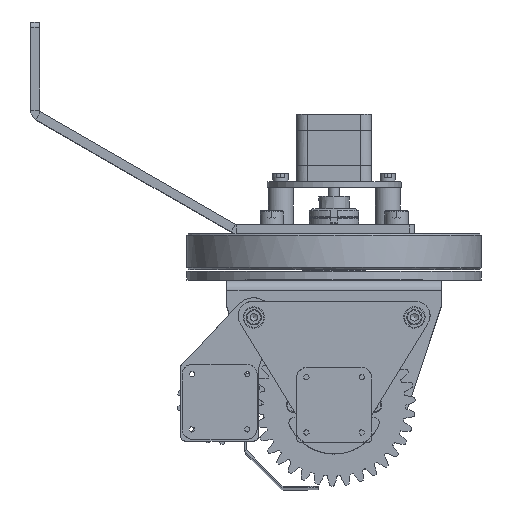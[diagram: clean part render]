
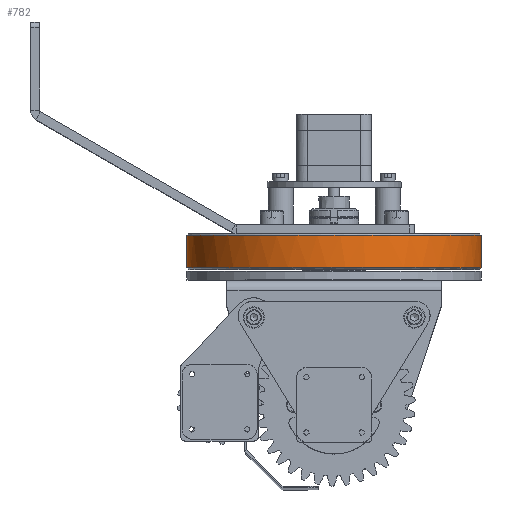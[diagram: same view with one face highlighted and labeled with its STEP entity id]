
A CAD part, top view. The second image highlights one B-rep face of the part: STEP entity #782.
In plain terms, the highlighted free-form (B-spline) face has degree [2, 1] with [9, 2] control points.
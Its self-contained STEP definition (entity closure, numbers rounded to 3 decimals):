
#745 = EDGE_CURVE('',#746,#746,#748,.T.);
#746 = VERTEX_POINT('',#747);
#747 = CARTESIAN_POINT('',(111.52,13.518,
    0.));
#748 = ( BOUNDED_CURVE() B_SPLINE_CURVE(2,(#749,#750,#751,#752,#753,#754
,#755),.UNSPECIFIED.,.T.,.F.) B_SPLINE_CURVE_WITH_KNOTS((3,2,2,3),(
    3.142,5.236,7.33,9.425),
.PIECEWISE_BEZIER_KNOTS.) CURVE() GEOMETRIC_REPRESENTATION_ITEM() 
RATIONAL_B_SPLINE_CURVE((1.,0.5,1.,0.5,1.,0.5,1.)) REPRESENTATION_ITEM(
  '') );
#749 = CARTESIAN_POINT('',(111.52,13.518,
    0.));
#750 = CARTESIAN_POINT('',(111.52,13.518,
    -193.158));
#751 = CARTESIAN_POINT('',(-55.76,13.518,
    -96.579));
#752 = CARTESIAN_POINT('',(-223.04,13.518,
    0.));
#753 = CARTESIAN_POINT('',(-55.76,13.518,
    96.579));
#754 = CARTESIAN_POINT('',(111.52,13.518,
    193.158));
#755 = CARTESIAN_POINT('',(111.52,13.518,
    0.));
#782 = ADVANCED_FACE('',(#783),#812,.T.);
#783 = FACE_BOUND('',#784,.T.);
#784 = EDGE_LOOP('',(#785,#786,#793,#803,#811));
#785 = ORIENTED_EDGE('',*,*,#745,.F.);
#786 = ORIENTED_EDGE('',*,*,#787,.T.);
#787 = EDGE_CURVE('',#746,#788,#790,.T.);
#788 = VERTEX_POINT('',#789);
#789 = CARTESIAN_POINT('',(111.52,-10.814,
    0.));
#790 = B_SPLINE_CURVE_WITH_KNOTS('',1,(#791,#792),.UNSPECIFIED.,.F.,.F.,
  (2,2),(-10.,8.),.PIECEWISE_BEZIER_KNOTS.);
#791 = CARTESIAN_POINT('',(111.52,13.518,
    0.));
#792 = CARTESIAN_POINT('',(111.52,-10.814,
    0.));
#793 = ORIENTED_EDGE('',*,*,#794,.F.);
#794 = EDGE_CURVE('',#795,#788,#797,.T.);
#795 = VERTEX_POINT('',#796);
#796 = CARTESIAN_POINT('',(-111.52,-10.814,
    0.));
#797 = ( BOUNDED_CURVE() B_SPLINE_CURVE(2,(#798,#799,#800,#801,#802),
.UNSPECIFIED.,.F.,.F.) B_SPLINE_CURVE_WITH_KNOTS((3,2,3),(3.142,
4.712,6.283),.PIECEWISE_BEZIER_KNOTS.) CURVE() 
GEOMETRIC_REPRESENTATION_ITEM() RATIONAL_B_SPLINE_CURVE((1.,
0.707,1.,0.707,1.)) REPRESENTATION_ITEM('') );
#798 = CARTESIAN_POINT('',(-111.52,-10.814,
    0.));
#799 = CARTESIAN_POINT('',(-111.52,-10.814,
    -111.52));
#800 = CARTESIAN_POINT('',(0.,-10.814,
    -111.52));
#801 = CARTESIAN_POINT('',(111.52,-10.814,
    -111.52));
#802 = CARTESIAN_POINT('',(111.52,-10.814,
    0.));
#803 = ORIENTED_EDGE('',*,*,#804,.F.);
#804 = EDGE_CURVE('',#788,#795,#805,.T.);
#805 = ( BOUNDED_CURVE() B_SPLINE_CURVE(2,(#806,#807,#808,#809,#810),
.UNSPECIFIED.,.F.,.F.) B_SPLINE_CURVE_WITH_KNOTS((3,2,3),(0.,
1.571,3.142),.PIECEWISE_BEZIER_KNOTS.) CURVE() 
GEOMETRIC_REPRESENTATION_ITEM() RATIONAL_B_SPLINE_CURVE((1.,
0.707,1.,0.707,1.)) REPRESENTATION_ITEM('') );
#806 = CARTESIAN_POINT('',(111.52,-10.814,
    0.));
#807 = CARTESIAN_POINT('',(111.52,-10.814,
    111.52));
#808 = CARTESIAN_POINT('',(0.,-10.814,
    111.52));
#809 = CARTESIAN_POINT('',(-111.52,-10.814,
    111.52));
#810 = CARTESIAN_POINT('',(-111.52,-10.814,
    0.));
#811 = ORIENTED_EDGE('',*,*,#787,.F.);
#812 = ( BOUNDED_SURFACE() B_SPLINE_SURFACE(2,1,(
    (#813,#814)
    ,(#815,#816)
    ,(#817,#818)
    ,(#819,#820)
    ,(#821,#822)
    ,(#823,#824)
    ,(#825,#826)
    ,(#827,#828)
,(#829,#830
    )),.UNSPECIFIED.,.T.,.F.,.F.) B_SPLINE_SURFACE_WITH_KNOTS((3,2,2,2,3
    ),(2,2),(-3.142,-2.094,0.,2.094,
    3.142),(-8.,10.),.UNSPECIFIED.) 
GEOMETRIC_REPRESENTATION_ITEM() RATIONAL_B_SPLINE_SURFACE((
    (0.75,0.75)
    ,(0.75,0.75)
    ,(1.,1.)
    ,(0.5,0.5)
    ,(1.,1.)
    ,(0.5,0.5)
    ,(1.,1.)
    ,(0.75,0.75)
,(0.75,0.75))) REPRESENTATION_ITEM('') SURFACE() );
#813 = CARTESIAN_POINT('',(111.52,-10.814,
    0.));
#814 = CARTESIAN_POINT('',(111.52,13.518,
    0.));
#815 = CARTESIAN_POINT('',(111.52,-10.814,
    -64.386));
#816 = CARTESIAN_POINT('',(111.52,13.518,
    -64.386));
#817 = CARTESIAN_POINT('',(55.76,-10.814,
    -96.579));
#818 = CARTESIAN_POINT('',(55.76,13.518,
    -96.579));
#819 = CARTESIAN_POINT('',(-111.52,-10.814,
    -193.158));
#820 = CARTESIAN_POINT('',(-111.52,13.518,
    -193.158));
#821 = CARTESIAN_POINT('',(-111.52,-10.814,
    0.));
#822 = CARTESIAN_POINT('',(-111.52,13.518,
    0.));
#823 = CARTESIAN_POINT('',(-111.52,-10.814,
    193.158));
#824 = CARTESIAN_POINT('',(-111.52,13.518,
    193.158));
#825 = CARTESIAN_POINT('',(55.76,-10.814,
    96.579));
#826 = CARTESIAN_POINT('',(55.76,13.518,
    96.579));
#827 = CARTESIAN_POINT('',(111.52,-10.814,
    64.386));
#828 = CARTESIAN_POINT('',(111.52,13.518,
    64.386));
#829 = CARTESIAN_POINT('',(111.52,-10.814,
    0.));
#830 = CARTESIAN_POINT('',(111.52,13.518,
    0.));
